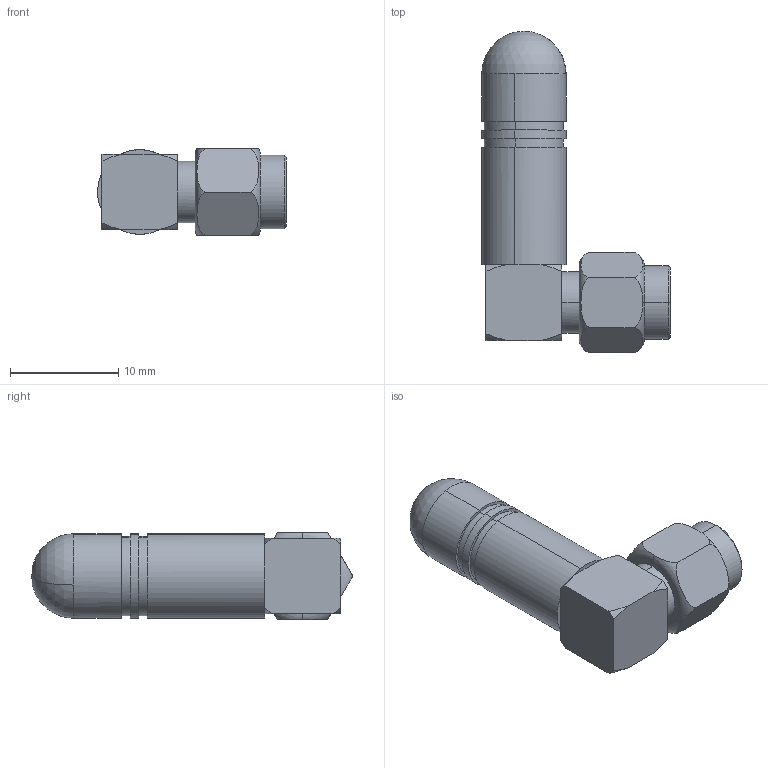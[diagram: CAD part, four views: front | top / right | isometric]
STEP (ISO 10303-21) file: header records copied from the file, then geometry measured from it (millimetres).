
FILE_DESCRIPTION (( 'STEP AP214' ), '1' );
FILE_NAME ('TG.19.0112_web.STEP', '2022-03-21T16:54:46', ( '' ), ( '' ), 'SwSTEP 2.0', 'SolidWorks 2018', '' );
FILE_SCHEMA (( 'AUTOMOTIVE_DESIGN' ));
Length unit declared in the file: millimetre
Products named in the file (1): TG.19.0112_web
Bounding box: 17.4 x 29.62 x 8 mm (x, y, z)
Surface area: 1240.2 mm2 (no closed solid volume)
Topology: 0 solids, 3 shells, 69 faces, 179 edges, 119 vertices
Faces by surface type: cylinder 28, plane 21, torus 12, cone 4, sphere 2, bspline 2
Entity records: 5931 total; most frequent: CARTESIAN_POINT 3860, ORIENTED_EDGE 331, EDGE_CURVE 177, B_SPLINE_CURVE_WITH_KNOTS 162, DIRECTION 136, VERTEX_POINT 119, EDGE_LOOP 77, UNCERTAINTY_MEASURE_WITH_UNIT 71
